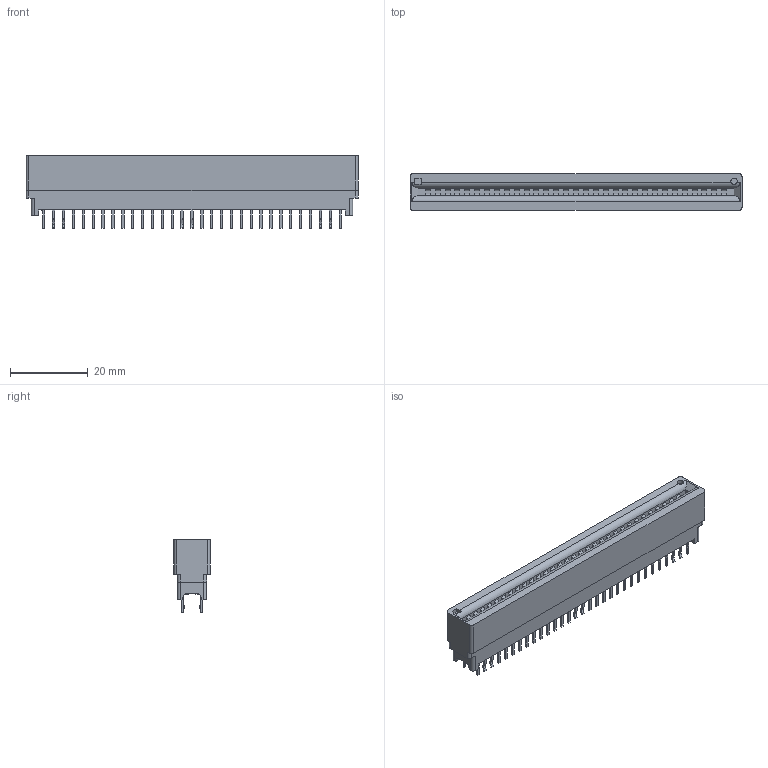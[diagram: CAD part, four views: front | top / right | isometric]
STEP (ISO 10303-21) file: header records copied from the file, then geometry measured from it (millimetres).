
FILE_DESCRIPTION((''),'2;1');
FILE_NAME('C-5645235-1','2019-03-08T06:58:09',('workeradm'),('TE Connectivity Ltd.'),'CREO PARAMETRIC BY PTC INC, 2018190','CREO PARAMETRIC BY PTC INC, 2018190','');
FILE_SCHEMA(('AUTOMOTIVE_DESIGN { 1 0 10303 214 1 1 1 1 }'));
Length unit declared in the file: inch
Products named in the file (1): C-5645235-1
Bounding box: 85.34 x 9.35 x 18.72 mm (x, y, z)
Volume: 9240.3 mm3; surface area: 6185.7 mm2
Topology: 1 solids, 1 shells, 694 faces, 1687 edges, 1122 vertices
Faces by surface type: plane 558, cylinder 132, torus 4
Entity records: 20227 total; most frequent: CARTESIAN_POINT 3567, ORIENTED_EDGE 3374, DIRECTION 3333, EDGE_CURVE 1687, VECTOR 1411, LINE 1411, VERTEX_POINT 1122, AXIS2_PLACEMENT_3D 961
